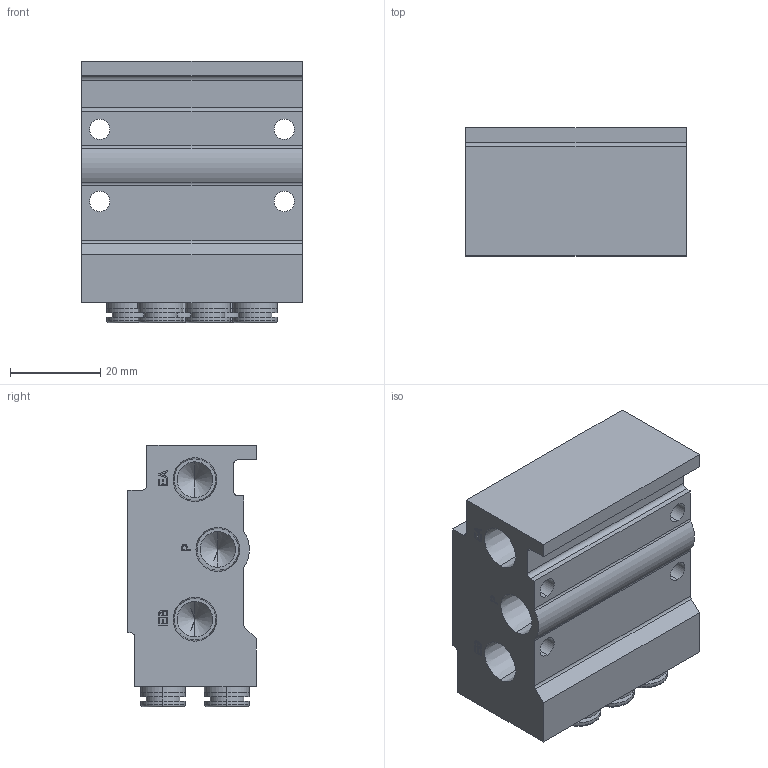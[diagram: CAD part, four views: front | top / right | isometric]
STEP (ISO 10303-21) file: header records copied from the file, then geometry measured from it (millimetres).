
FILE_DESCRIPTION (( 'STEP AP203' ), '1' );
FILE_NAME ('217-2951-000 Rev1.STEP', '2014-08-06T15:31:14', ( '' ), ( '' ), 'SwSTEP 2.0', 'SolidWorks 2014', '' );
FILE_SCHEMA (( 'CONFIG_CONTROL_DESIGN' ));
Length unit declared in the file: millimetre
Products named in the file (3): 217-2951-002 Rev1_1000-50A-N7; 217-2951-000 Rev1; 217-2951-001 Rev1_41
Assembly tree (7 placements, depth 2):
  217-2951-000 Rev1
    217-2951-001 Rev1_41
    217-2951-002 Rev1_1000-50A-N7  x6
Bounding box: 49 x 28.5 x 58.2 mm (x, y, z)
Volume: 59143 mm3; surface area: 22363.1 mm2
Topology: 7 solids, 7 shells, 465 faces, 1113 edges, 714 vertices
Faces by surface type: plane 237, cylinder 124, cone 48, bspline 44, torus 12
Entity records: 14040 total; most frequent: CARTESIAN_POINT 4773, ORIENTED_EDGE 1838, DIRECTION 1711, EDGE_CURVE 919, LINE 643, VECTOR 643, VERTEX_POINT 604, AXIS2_PLACEMENT_3D 534
